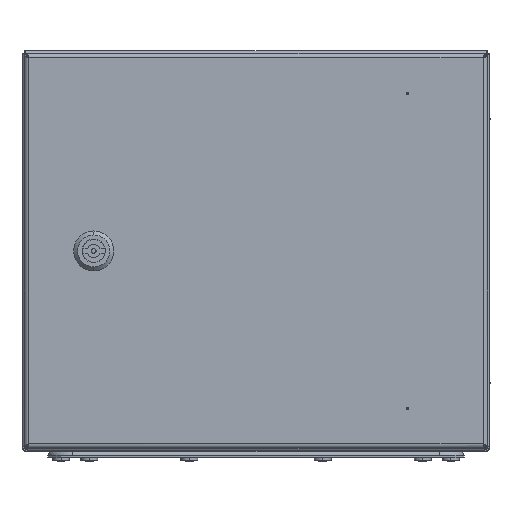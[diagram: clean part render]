
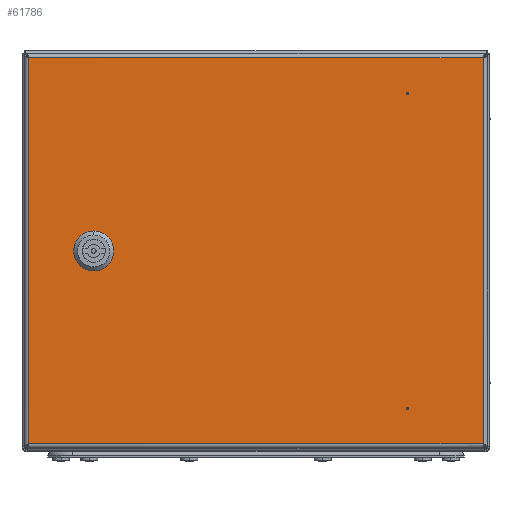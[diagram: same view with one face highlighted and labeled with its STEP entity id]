
A CAD part, top view. The second image highlights one B-rep face of the part: STEP entity #61786.
In plain terms, the highlighted planar face has unit normal (0, 0, 1).
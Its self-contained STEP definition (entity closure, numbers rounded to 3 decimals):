
#1455 = CIRCLE ( 'NONE', #54524, 0.883 ) ;
#1751 = ORIENTED_EDGE ( 'NONE', *, *, #93150, .F. ) ;
#2206 = CARTESIAN_POINT ( 'NONE',  ( -111.5, 5.154, 0. ) ) ;
#3156 = DIRECTION ( 'NONE',  ( 0., 0., -1. ) ) ;
#3384 = VERTEX_POINT ( 'NONE', #3858 ) ;
#3516 = EDGE_CURVE ( 'NONE', #93895, #68563, #71602, .T. ) ;
#3858 = CARTESIAN_POINT ( 'NONE',  ( 113.5, -117.117, 0. ) ) ;
#4268 = PLANE ( 'NONE',  #57939 ) ;
#6294 = ORIENTED_EDGE ( 'NONE', *, *, #43751, .T. ) ;
#6646 = EDGE_CURVE ( 'NONE', #33080, #89604, #28037, .T. ) ;
#6714 = LINE ( 'NONE', #7818, #91630 ) ;
#6894 = ORIENTED_EDGE ( 'NONE', *, *, #80377, .F. ) ;
#7600 = AXIS2_PLACEMENT_3D ( 'NONE', #66158, #74464, #73757 ) ;
#7818 = CARTESIAN_POINT ( 'NONE',  ( -171.746, -144.6, 0. ) ) ;
#9795 = EDGE_CURVE ( 'NONE', #3384, #21559, #61703, .T. ) ;
#10030 = LINE ( 'NONE', #96054, #74424 ) ;
#10284 = DIRECTION ( 'NONE',  ( 1., 0., 0. ) ) ;
#10818 = CIRCLE ( 'NONE', #7600, 0.883 ) ;
#12069 = LINE ( 'NONE', #90296, #77674 ) ;
#12258 = CARTESIAN_POINT ( 'NONE',  ( -121.5, 0., 0. ) ) ;
#13889 = FACE_OUTER_BOUND ( 'NONE', #69700, .T. ) ;
#13952 = CARTESIAN_POINT ( 'NONE',  ( -126.654, 10., 0. ) ) ;
#14273 = EDGE_CURVE ( 'NONE', #89604, #33080, #1455, .T. ) ;
#15215 = EDGE_CURVE ( 'NONE', #69658, #61094, #43761, .T. ) ;
#16157 = VECTOR ( 'NONE', #42511, 1000. ) ;
#16348 = DIRECTION ( 'NONE',  ( 0., 0., 1. ) ) ;
#16458 = FACE_BOUND ( 'NONE', #50585, .T. ) ;
#18192 = CIRCLE ( 'NONE', #23709, 11.25 ) ;
#21009 = AXIS2_PLACEMENT_3D ( 'NONE', #94142, #61333, #78276 ) ;
#21494 = EDGE_CURVE ( 'NONE', #61094, #73913, #70166, .T. ) ;
#21559 = VERTEX_POINT ( 'NONE', #33695 ) ;
#23709 = AXIS2_PLACEMENT_3D ( 'NONE', #98764, #16348, #73168 ) ;
#25944 = CARTESIAN_POINT ( 'NONE',  ( -131.5, 5.154, 0. ) ) ;
#26290 = DIRECTION ( 'NONE',  ( 0., 1., 0. ) ) ;
#26314 = ORIENTED_EDGE ( 'NONE', *, *, #40272, .F. ) ;
#26478 = DIRECTION ( 'NONE',  ( 0., 0., 1. ) ) ;
#27976 = DIRECTION ( 'NONE',  ( 1., 0., 0. ) ) ;
#28037 = CIRCLE ( 'NONE', #30138, 0.883 ) ;
#28445 = DIRECTION ( 'NONE',  ( 1., 0., 0. ) ) ;
#28669 = EDGE_LOOP ( 'NONE', ( #6294, #85393 ) ) ;
#28757 = ORIENTED_EDGE ( 'NONE', *, *, #89203, .F. ) ;
#29422 = ORIENTED_EDGE ( 'NONE', *, *, #15215, .F. ) ;
#30138 = AXIS2_PLACEMENT_3D ( 'NONE', #77167, #53066, #37284 ) ;
#33080 = VERTEX_POINT ( 'NONE', #52598 ) ;
#33441 = EDGE_CURVE ( 'NONE', #39710, #77503, #10030, .T. ) ;
#33695 = CARTESIAN_POINT ( 'NONE',  ( 113.5, -118.883, 0. ) ) ;
#34886 = ORIENTED_EDGE ( 'NONE', *, *, #33441, .T. ) ;
#35114 = CARTESIAN_POINT ( 'NONE',  ( -121.5, 0., 0. ) ) ;
#35658 = DIRECTION ( 'NONE',  ( 0., 0., 1. ) ) ;
#36087 = EDGE_LOOP ( 'NONE', ( #69171, #6894, #86879, #29422, #1751, #26314, #75818, #28757 ) ) ;
#36450 = AXIS2_PLACEMENT_3D ( 'NONE', #42177, #74156, #50054 ) ;
#36952 = CARTESIAN_POINT ( 'NONE',  ( -131.5, -5.154, 0. ) ) ;
#37022 = DIRECTION ( 'NONE',  ( 0., 0., 1. ) ) ;
#37284 = DIRECTION ( 'NONE',  ( 1., 0., 0. ) ) ;
#37374 = CARTESIAN_POINT ( 'NONE',  ( 0., 0., 0. ) ) ;
#38071 = LINE ( 'NONE', #25944, #16157 ) ;
#39710 = VERTEX_POINT ( 'NONE', #40867 ) ;
#40272 = EDGE_CURVE ( 'NONE', #68563, #52646, #83809, .T. ) ;
#40867 = CARTESIAN_POINT ( 'NONE',  ( 170.1, 144.6, 0. ) ) ;
#42177 = CARTESIAN_POINT ( 'NONE',  ( 113.5, -118., 0. ) ) ;
#42511 = DIRECTION ( 'NONE',  ( 0., -1., 0. ) ) ;
#43132 = CARTESIAN_POINT ( 'NONE',  ( 113.5, 118.883, 0. ) ) ;
#43166 = VERTEX_POINT ( 'NONE', #57642 ) ;
#43751 = EDGE_CURVE ( 'NONE', #21559, #3384, #10818, .T. ) ;
#43761 = LINE ( 'NONE', #2206, #69398 ) ;
#43858 = EDGE_CURVE ( 'NONE', #77503, #46245, #12069, .T. ) ;
#44232 = CARTESIAN_POINT ( 'NONE',  ( -126.654, -10., 0. ) ) ;
#44356 = ORIENTED_EDGE ( 'NONE', *, *, #46065, .T. ) ;
#46065 = EDGE_CURVE ( 'NONE', #46245, #104255, #6714, .T. ) ;
#46245 = VERTEX_POINT ( 'NONE', #87192 ) ;
#49880 = DIRECTION ( 'NONE',  ( 1., 0., 0. ) ) ;
#49996 = CARTESIAN_POINT ( 'NONE',  ( -116.346, -10., 0. ) ) ;
#50054 = DIRECTION ( 'NONE',  ( 1., 0., 0. ) ) ;
#50585 = EDGE_LOOP ( 'NONE', ( #63482, #80743 ) ) ;
#51935 = CARTESIAN_POINT ( 'NONE',  ( 170.1, -144.6, 0. ) ) ;
#52379 = CARTESIAN_POINT ( 'NONE',  ( 113.5, 118., 0. ) ) ;
#52598 = CARTESIAN_POINT ( 'NONE',  ( 113.5, 117.117, 0. ) ) ;
#52646 = VERTEX_POINT ( 'NONE', #49996 ) ;
#53066 = DIRECTION ( 'NONE',  ( 0., 0., -1. ) ) ;
#53664 = ORIENTED_EDGE ( 'NONE', *, *, #43858, .T. ) ;
#54524 = AXIS2_PLACEMENT_3D ( 'NONE', #52379, #3156, #27976 ) ;
#55044 = FACE_BOUND ( 'NONE', #28669, .T. ) ;
#56855 = DIRECTION ( 'NONE',  ( 0., -1., 0. ) ) ;
#57534 = CARTESIAN_POINT ( 'NONE',  ( 170.1, -146.246, 0. ) ) ;
#57642 = CARTESIAN_POINT ( 'NONE',  ( -131.5, 5.154, 0. ) ) ;
#57939 = AXIS2_PLACEMENT_3D ( 'NONE', #37374, #37022, #77964 ) ;
#58024 = VECTOR ( 'NONE', #104657, 1000. ) ;
#58957 = DIRECTION ( 'NONE',  ( 1., 0., 0. ) ) ;
#59600 = CARTESIAN_POINT ( 'NONE',  ( -126.654, -10., 0. ) ) ;
#61094 = VERTEX_POINT ( 'NONE', #99435 ) ;
#61333 = DIRECTION ( 'NONE',  ( 0., 0., 1. ) ) ;
#61703 = CIRCLE ( 'NONE', #36450, 0.883 ) ;
#61786 = ADVANCED_FACE ( 'NONE', ( #55044, #16458, #79506, #13889 ), #4268, .T. ) ;
#62536 = CARTESIAN_POINT ( 'NONE',  ( -111.5, -5.154, 0. ) ) ;
#62686 = CARTESIAN_POINT ( 'NONE',  ( -126.654, 10., 0. ) ) ;
#63258 = DIRECTION ( 'NONE',  ( -1., 0., 0. ) ) ;
#63482 = ORIENTED_EDGE ( 'NONE', *, *, #14273, .T. ) ;
#66158 = CARTESIAN_POINT ( 'NONE',  ( 113.5, -118., 0. ) ) ;
#67684 = VECTOR ( 'NONE', #58957, 1000. ) ;
#68563 = VERTEX_POINT ( 'NONE', #59600 ) ;
#69171 = ORIENTED_EDGE ( 'NONE', *, *, #85429, .F. ) ;
#69398 = VECTOR ( 'NONE', #26290, 1000. ) ;
#69658 = VERTEX_POINT ( 'NONE', #62536 ) ;
#69700 = EDGE_LOOP ( 'NONE', ( #34886, #53664, #44356, #94826 ) ) ;
#70166 = CIRCLE ( 'NONE', #97611, 11.25 ) ;
#70674 = EDGE_CURVE ( 'NONE', #104255, #39710, #104589, .T. ) ;
#71602 = CIRCLE ( 'NONE', #21009, 11.25 ) ;
#73168 = DIRECTION ( 'NONE',  ( 1., 0., 0. ) ) ;
#73757 = DIRECTION ( 'NONE',  ( 1., 0., 0. ) ) ;
#73913 = VERTEX_POINT ( 'NONE', #76614 ) ;
#74156 = DIRECTION ( 'NONE',  ( 0., 0., -1. ) ) ;
#74424 = VECTOR ( 'NONE', #63258, 1000. ) ;
#74464 = DIRECTION ( 'NONE',  ( 0., 0., -1. ) ) ;
#74717 = VERTEX_POINT ( 'NONE', #62686 ) ;
#75818 = ORIENTED_EDGE ( 'NONE', *, *, #3516, .F. ) ;
#76614 = CARTESIAN_POINT ( 'NONE',  ( -116.346, 10., 0. ) ) ;
#77167 = CARTESIAN_POINT ( 'NONE',  ( 113.5, 118., 0. ) ) ;
#77503 = VERTEX_POINT ( 'NONE', #87529 ) ;
#77674 = VECTOR ( 'NONE', #56855, 1000. ) ;
#77964 = DIRECTION ( 'NONE',  ( 1., 0., 0. ) ) ;
#78276 = DIRECTION ( 'NONE',  ( 1., 0., 0. ) ) ;
#79125 = AXIS2_PLACEMENT_3D ( 'NONE', #12258, #35658, #28445 ) ;
#79506 = FACE_BOUND ( 'NONE', #36087, .T. ) ;
#80377 = EDGE_CURVE ( 'NONE', #73913, #74717, #103125, .T. ) ;
#80743 = ORIENTED_EDGE ( 'NONE', *, *, #6646, .T. ) ;
#82361 = DIRECTION ( 'NONE',  ( 0., 1., 0. ) ) ;
#83809 = LINE ( 'NONE', #44232, #67684 ) ;
#85393 = ORIENTED_EDGE ( 'NONE', *, *, #9795, .T. ) ;
#85429 = EDGE_CURVE ( 'NONE', #74717, #43166, #97612, .T. ) ;
#86879 = ORIENTED_EDGE ( 'NONE', *, *, #21494, .F. ) ;
#87192 = CARTESIAN_POINT ( 'NONE',  ( -170.1, -144.6, 0. ) ) ;
#87529 = CARTESIAN_POINT ( 'NONE',  ( -170.1, 144.6, 0. ) ) ;
#89203 = EDGE_CURVE ( 'NONE', #43166, #93895, #38071, .T. ) ;
#89604 = VERTEX_POINT ( 'NONE', #43132 ) ;
#90296 = CARTESIAN_POINT ( 'NONE',  ( -170.1, 146.246, 0. ) ) ;
#91630 = VECTOR ( 'NONE', #49880, 1000. ) ;
#93150 = EDGE_CURVE ( 'NONE', #52646, #69658, #18192, .T. ) ;
#93895 = VERTEX_POINT ( 'NONE', #36952 ) ;
#94142 = CARTESIAN_POINT ( 'NONE',  ( -121.5, 0., 0. ) ) ;
#94826 = ORIENTED_EDGE ( 'NONE', *, *, #70674, .T. ) ;
#96054 = CARTESIAN_POINT ( 'NONE',  ( 171.746, 144.6, 0. ) ) ;
#97611 = AXIS2_PLACEMENT_3D ( 'NONE', #35114, #26478, #10284 ) ;
#97612 = CIRCLE ( 'NONE', #79125, 11.25 ) ;
#98764 = CARTESIAN_POINT ( 'NONE',  ( -121.5, 0., 0. ) ) ;
#99435 = CARTESIAN_POINT ( 'NONE',  ( -111.5, 5.154, 0. ) ) ;
#103125 = LINE ( 'NONE', #13952, #58024 ) ;
#103341 = VECTOR ( 'NONE', #82361, 1000. ) ;
#104255 = VERTEX_POINT ( 'NONE', #51935 ) ;
#104589 = LINE ( 'NONE', #57534, #103341 ) ;
#104657 = DIRECTION ( 'NONE',  ( -1., 0., 0. ) ) ;
